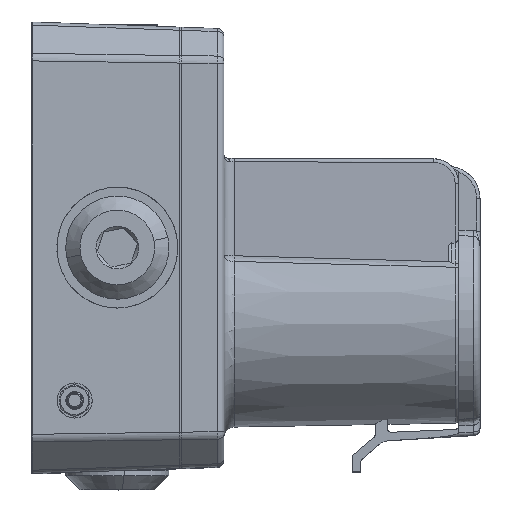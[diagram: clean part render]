
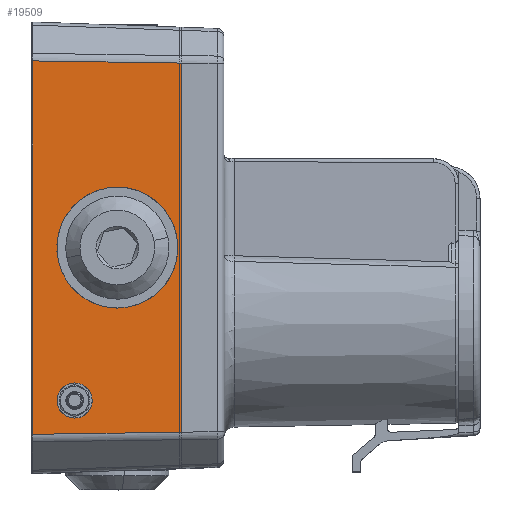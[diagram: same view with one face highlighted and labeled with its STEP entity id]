
A CAD part, top view. The second image highlights one B-rep face of the part: STEP entity #19509.
In plain terms, the highlighted planar face has unit normal (0.035, 0, 0.999).
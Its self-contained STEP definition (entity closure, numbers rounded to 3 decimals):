
#1814 = CARTESIAN_POINT ( 'NONE',  ( -30., -45.5, 61.048 ) ) ;
#1857 = CARTESIAN_POINT ( 'NONE',  ( 0., -51.895, 60. ) ) ;
#1863 = EDGE_CURVE ( 'NONE', #15491, #23589, #2383, .T. ) ;
#1881 = ORIENTED_EDGE ( 'NONE', *, *, #29313, .T. ) ;
#2383 =( BOUNDED_CURVE ( )  B_SPLINE_CURVE ( 3, ( #37638, #14951, #18416, #31727 ),
 .UNSPECIFIED., .F., .F. ) 
 B_SPLINE_CURVE_WITH_KNOTS ( ( 4, 4 ),
 ( 1.571, 4.712 ),
 .UNSPECIFIED. ) 
 CURVE ( )  GEOMETRIC_REPRESENTATION_ITEM ( )  RATIONAL_B_SPLINE_CURVE ( ( 1., 0.333, 0.333, 1. ) ) 
 REPRESENTATION_ITEM ( '' )  );
#2638 = CARTESIAN_POINT ( 'NONE',  ( 0., 51.895, 60. ) ) ;
#2819 = DIRECTION ( 'NONE',  ( -0.999, 0., 0.035 ) ) ;
#3128 = CARTESIAN_POINT ( 'NONE',  ( -41.793, -52.503, 61.459 ) ) ;
#3410 = CARTESIAN_POINT ( 'NONE',  ( 1.517, 51.873, 59.947 ) ) ;
#3757 = DIRECTION ( 'NONE',  ( 0., -1., 0. ) ) ;
#4276 = EDGE_LOOP ( 'NONE', ( #22545, #12932 ) ) ;
#5120 = CARTESIAN_POINT ( 'NONE',  ( -18., -17., 60.629 ) ) ;
#6050 = VECTOR ( 'NONE', #22607, 1000. ) ;
#6924 = CARTESIAN_POINT ( 'NONE',  ( 0., -53.137, 60. ) ) ;
#8752 = CARTESIAN_POINT ( 'NONE',  ( -25., -45.5, 60.873 ) ) ;
#9121 = DIRECTION ( 'NONE',  ( 0., 1., 0. ) ) ;
#9822 = ORIENTED_EDGE ( 'NONE', *, *, #22314, .T. ) ;
#9844 = CARTESIAN_POINT ( 'NONE',  ( -18., 17., 60.629 ) ) ;
#10076 = ORIENTED_EDGE ( 'NONE', *, *, #1863, .F. ) ;
#10114 = ORIENTED_EDGE ( 'NONE', *, *, #25855, .F. ) ;
#10173 = FACE_BOUND ( 'NONE', #4276, .T. ) ;
#10984 = CARTESIAN_POINT ( 'NONE',  ( -18., 17., 60.629 ) ) ;
#11132 = CARTESIAN_POINT ( 'NONE',  ( -30., -40.5, 61.048 ) ) ;
#11786 = LINE ( 'NONE', #18762, #29638 ) ;
#12019 = CARTESIAN_POINT ( 'NONE',  ( -30., -40.5, 61.048 ) ) ;
#12505 = VERTEX_POINT ( 'NONE', #33137 ) ;
#12512 = VERTEX_POINT ( 'NONE', #2638 ) ;
#12646 = CARTESIAN_POINT ( 'NONE',  ( -30., -40.5, 61.048 ) ) ;
#12932 = ORIENTED_EDGE ( 'NONE', *, *, #18616, .F. ) ;
#14951 = CARTESIAN_POINT ( 'NONE',  ( -52., 17., 61.816 ) ) ;
#15306 = CARTESIAN_POINT ( 'NONE',  ( -25., -40.5, 60.873 ) ) ;
#15491 = VERTEX_POINT ( 'NONE', #9844 ) ;
#17321 =( BOUNDED_CURVE ( )  B_SPLINE_CURVE ( 3, ( #1814, #8752, #15306, #12019 ),
 .UNSPECIFIED., .F., .T. ) 
 B_SPLINE_CURVE_WITH_KNOTS ( ( 4, 4 ),
 ( 4.712, 7.854 ),
 .UNSPECIFIED. ) 
 CURVE ( )  GEOMETRIC_REPRESENTATION_ITEM ( )  RATIONAL_B_SPLINE_CURVE ( ( 1., 0.333, 0.333, 1. ) ) 
 REPRESENTATION_ITEM ( '' )  );
#17521 = CARTESIAN_POINT ( 'NONE',  ( 16., -17., 59.441 ) ) ;
#17640 = ORIENTED_EDGE ( 'NONE', *, *, #21345, .T. ) ;
#18071 = VECTOR ( 'NONE', #9121, 1000. ) ;
#18416 = CARTESIAN_POINT ( 'NONE',  ( -52., -17., 61.816 ) ) ;
#18616 = EDGE_CURVE ( 'NONE', #36772, #22698, #17321, .T. ) ;
#18762 = CARTESIAN_POINT ( 'NONE',  ( -0.018, -51.895, 60.001 ) ) ;
#19509 = ADVANCED_FACE ( 'NONE', ( #10173, #23475, #36832 ), #36395, .T. ) ;
#19743 = LINE ( 'NONE', #3410, #6050 ) ;
#20167 = EDGE_LOOP ( 'NONE', ( #17640, #28715, #1881, #9822 ) ) ;
#20210 = DIRECTION ( 'NONE',  ( 0.035, 0., 0.999 ) ) ;
#20297 = LINE ( 'NONE', #3128, #33190 ) ;
#21120 = CARTESIAN_POINT ( 'NONE',  ( -30., -45.5, 61.048 ) ) ;
#21345 = EDGE_CURVE ( 'NONE', #12505, #40999, #11786, .T. ) ;
#22029 = DIRECTION ( 'NONE',  ( 0.999, 0.014, -0.035 ) ) ;
#22314 = EDGE_CURVE ( 'NONE', #32479, #12505, #20297, .T. ) ;
#22545 = ORIENTED_EDGE ( 'NONE', *, *, #39481, .F. ) ;
#22607 = DIRECTION ( 'NONE',  ( -0.999, 0.014, 0.035 ) ) ;
#22698 = VERTEX_POINT ( 'NONE', #12646 ) ;
#23475 = FACE_OUTER_BOUND ( 'NONE', #20167, .T. ) ;
#23589 = VERTEX_POINT ( 'NONE', #32490 ) ;
#24413 = CARTESIAN_POINT ( 'NONE',  ( -35., -45.5, 61.222 ) ) ;
#25855 = EDGE_CURVE ( 'NONE', #23589, #15491, #35250, .T. ) ;
#28715 = ORIENTED_EDGE ( 'NONE', *, *, #35092, .T. ) ;
#29176 = LINE ( 'NONE', #39018, #18071 ) ;
#29313 = EDGE_CURVE ( 'NONE', #12512, #32479, #19743, .T. ) ;
#29638 = VECTOR ( 'NONE', #22029, 1000. ) ;
#31146 = CARTESIAN_POINT ( 'NONE',  ( -41.793, 52.5, 61.459 ) ) ;
#31727 = CARTESIAN_POINT ( 'NONE',  ( -18., -17., 60.629 ) ) ;
#32479 = VERTEX_POINT ( 'NONE', #31146 ) ;
#32490 = CARTESIAN_POINT ( 'NONE',  ( -18., -17., 60.629 ) ) ;
#32702 =( BOUNDED_CURVE ( )  B_SPLINE_CURVE ( 3, ( #11132, #36901, #24413, #40367 ),
 .UNSPECIFIED., .F., .T. ) 
 B_SPLINE_CURVE_WITH_KNOTS ( ( 4, 4 ),
 ( 1.571, 4.712 ),
 .UNSPECIFIED. ) 
 CURVE ( )  GEOMETRIC_REPRESENTATION_ITEM ( )  RATIONAL_B_SPLINE_CURVE ( ( 1., 0.333, 0.333, 1. ) ) 
 REPRESENTATION_ITEM ( '' )  );
#33137 = CARTESIAN_POINT ( 'NONE',  ( -41.793, -52.5, 61.459 ) ) ;
#33190 = VECTOR ( 'NONE', #3757, 1000. ) ;
#35092 = EDGE_CURVE ( 'NONE', #40999, #12512, #29176, .T. ) ;
#35172 = AXIS2_PLACEMENT_3D ( 'NONE', #6924, #20210, #2819 ) ;
#35250 =( BOUNDED_CURVE ( )  B_SPLINE_CURVE ( 3, ( #5120, #17521, #37833, #10984 ),
 .UNSPECIFIED., .F., .T. ) 
 B_SPLINE_CURVE_WITH_KNOTS ( ( 4, 4 ),
 ( 4.712, 7.854 ),
 .UNSPECIFIED. ) 
 CURVE ( )  GEOMETRIC_REPRESENTATION_ITEM ( )  RATIONAL_B_SPLINE_CURVE ( ( 1., 0.333, 0.333, 1. ) ) 
 REPRESENTATION_ITEM ( '' )  );
#36395 = PLANE ( 'NONE',  #35172 ) ;
#36772 = VERTEX_POINT ( 'NONE', #21120 ) ;
#36832 = FACE_BOUND ( 'NONE', #39348, .T. ) ;
#36901 = CARTESIAN_POINT ( 'NONE',  ( -35., -40.5, 61.222 ) ) ;
#37638 = CARTESIAN_POINT ( 'NONE',  ( -18., 17., 60.629 ) ) ;
#37833 = CARTESIAN_POINT ( 'NONE',  ( 16., 17., 59.441 ) ) ;
#39018 = CARTESIAN_POINT ( 'NONE',  ( 0., -53.137, 60. ) ) ;
#39348 = EDGE_LOOP ( 'NONE', ( #10076, #10114 ) ) ;
#39481 = EDGE_CURVE ( 'NONE', #22698, #36772, #32702, .T. ) ;
#40367 = CARTESIAN_POINT ( 'NONE',  ( -30., -45.5, 61.048 ) ) ;
#40999 = VERTEX_POINT ( 'NONE', #1857 ) ;
